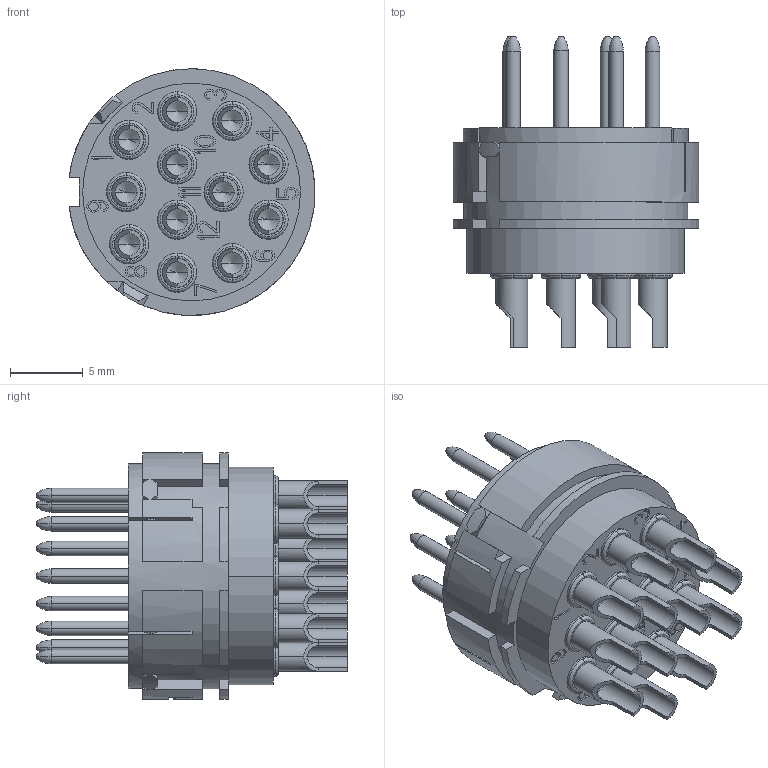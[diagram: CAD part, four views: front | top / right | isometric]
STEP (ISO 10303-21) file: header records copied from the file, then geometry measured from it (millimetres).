
FILE_DESCRIPTION((''),'2;1');
FILE_NAME('HR23-012R-MST','2017-07-24T',('tc.chen'),(''),'PRO/ENGINEER BY PARAMETRIC TECHNOLOGY CORPORATION, 2012480','PRO/ENGINEER BY PARAMETRIC TECHNOLOGY CORPORATION, 2012480','');
FILE_SCHEMA(('AUTOMOTIVE_DESIGN { 1 0 10303 214 1 1 1 1 }'));
Length unit declared in the file: millimetre
Products named in the file (1): HR23-012R-MST
Bounding box: 16.94 x 21.4 x 16.99 mm (x, y, z)
Volume: 2056.9 mm3; surface area: 4077.6 mm2
Topology: 1 solids, 1 shells, 1630 faces, 4406 edges, 2846 vertices
Faces by surface type: plane 1195, cylinder 259, cone 84, torus 68, bspline 24
Entity records: 54227 total; most frequent: CARTESIAN_POINT 13035, ORIENTED_EDGE 8764, DIRECTION 8194, EDGE_CURVE 4382, VECTOR 3450, LINE 3450, VERTEX_POINT 2846, AXIS2_PLACEMENT_3D 2372
